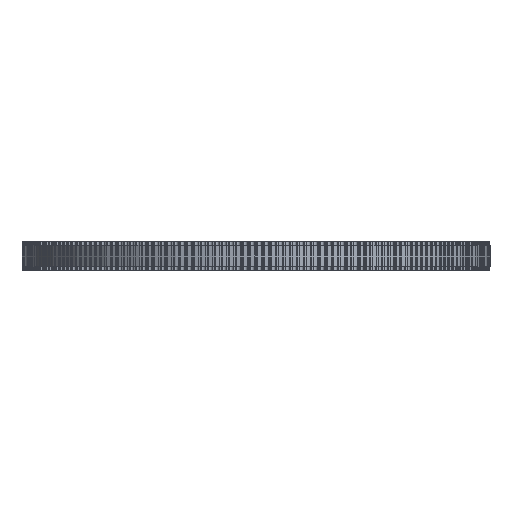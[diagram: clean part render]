
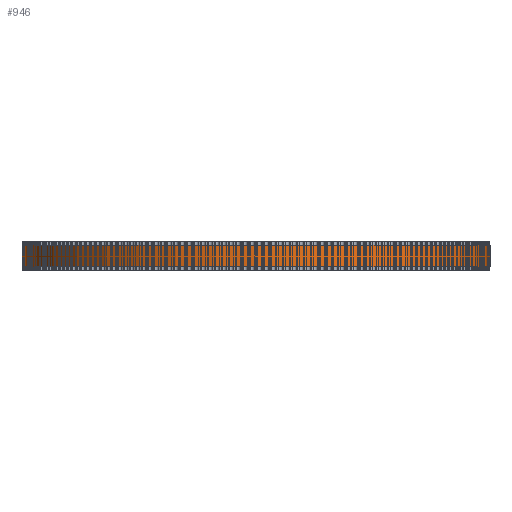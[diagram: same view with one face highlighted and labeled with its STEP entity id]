
A CAD part, front view. The second image highlights one B-rep face of the part: STEP entity #946.
In plain terms, the highlighted cylindrical face has radius 65.572 mm (diameter 131.144 mm), a full revolution.
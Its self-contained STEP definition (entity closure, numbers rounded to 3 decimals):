
#97=FACE_BOUND('',#3424,.T.);
#98=FACE_BOUND('',#3425,.T.);
#946=ADVANCED_FACE('',(#97,#98),#1771,.T.);
#1771=CYLINDRICAL_SURFACE('',#18271,65.572);
#3424=EDGE_LOOP('',(#10018));
#3425=EDGE_LOOP('',(#10019));
#10018=ORIENTED_EDGE('',*,*,#14142,.T.);
#10019=ORIENTED_EDGE('',*,*,#14143,.T.);
#11668=VERTEX_POINT('',#29000);
#11669=VERTEX_POINT('',#29002);
#14142=EDGE_CURVE('',#11668,#11668,#15792,.T.);
#14143=EDGE_CURVE('',#11669,#11669,#15793,.T.);
#15792=CIRCLE('',#18269,65.572);
#15793=CIRCLE('',#18270,65.572);
#18269=AXIS2_PLACEMENT_3D('',#28999,#24046,#24047);
#18270=AXIS2_PLACEMENT_3D('',#29001,#24048,#24049);
#18271=AXIS2_PLACEMENT_3D('',#29003,#24050,#24051);
#24046=DIRECTION('',(0.,0.,1.));
#24047=DIRECTION('',(1.,0.,0.));
#24048=DIRECTION('',(0.,0.,-1.));
#24049=DIRECTION('',(1.,0.,0.));
#24050=DIRECTION('',(0.,0.,1.));
#24051=DIRECTION('',(1.,0.,0.));
#28999=CARTESIAN_POINT('',(0.,0.,1.));
#29000=CARTESIAN_POINT('',(65.572,0.,1.));
#29001=CARTESIAN_POINT('',(0.,0.,7.));
#29002=CARTESIAN_POINT('',(65.572,0.,7.));
#29003=CARTESIAN_POINT('',(0.,0.,1.));
